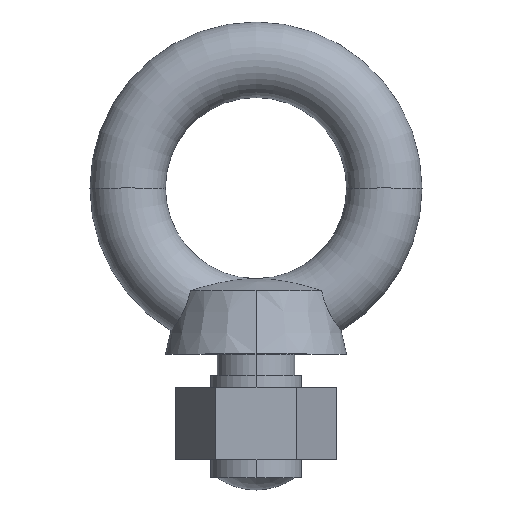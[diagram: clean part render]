
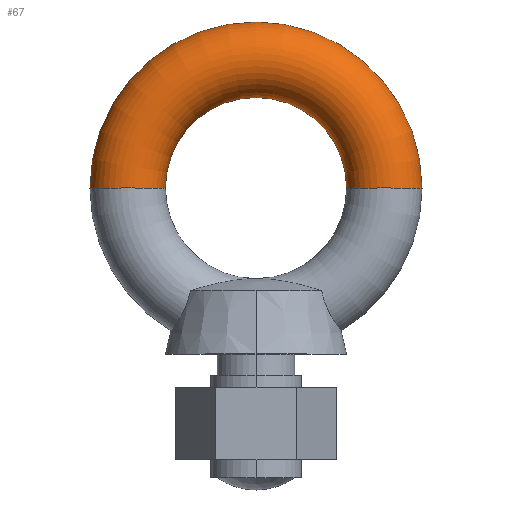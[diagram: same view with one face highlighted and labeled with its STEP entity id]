
A CAD part, top view. The second image highlights one B-rep face of the part: STEP entity #67.
In plain terms, the highlighted toroidal (fillet/blend) face has major radius 42.5 mm and minor radius 12.5 mm.
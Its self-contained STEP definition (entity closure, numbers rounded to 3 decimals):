
#60 = EDGE_CURVE ( 'NONE', #203, #200, #335, .T. ) ;
#61 = ORIENTED_EDGE ( 'NONE', *, *, #71, .T. ) ;
#62 = ORIENTED_EDGE ( 'NONE', *, *, #206, .F. ) ;
#64 = ORIENTED_EDGE ( 'NONE', *, *, #60, .F. ) ;
#66 = EDGE_LOOP ( 'NONE', ( #62, #64, #69, #61 ) ) ;
#67 = ADVANCED_FACE ( 'NONE', ( #330 ), #329, .T. ) ;
#69 = ORIENTED_EDGE ( 'NONE', *, *, #174, .T. ) ;
#71 = EDGE_CURVE ( 'NONE', #177, #189, #355, .T. ) ;
#174 = EDGE_CURVE ( 'NONE', #203, #177, #575, .T. ) ;
#177 = VERTEX_POINT ( 'NONE', #561 ) ;
#189 = VERTEX_POINT ( 'NONE', #613 ) ;
#200 = VERTEX_POINT ( 'NONE', #630 ) ;
#203 = VERTEX_POINT ( 'NONE', #672 ) ;
#206 = EDGE_CURVE ( 'NONE', #200, #189, #670, .T. ) ;
#325 = DIRECTION ( 'NONE',  ( -1., 0., 0. ) ) ;
#326 = DIRECTION ( 'NONE',  ( 0., 0., -1. ) ) ;
#327 = CARTESIAN_POINT ( 'NONE',  ( 0., 0., 0. ) ) ;
#328 = AXIS2_PLACEMENT_3D ( 'NONE', #327, #326, #325 ) ;
#329 = TOROIDAL_SURFACE ( 'NONE', #328, 42.5, 12.5 ) ;
#330 = FACE_OUTER_BOUND ( 'NONE', #66, .T. ) ;
#331 = DIRECTION ( 'NONE',  ( 0., 0., -1. ) ) ;
#332 = DIRECTION ( 'NONE',  ( 0., -1., 0. ) ) ;
#333 = CARTESIAN_POINT ( 'NONE',  ( -42.5, 0., 0. ) ) ;
#334 = AXIS2_PLACEMENT_3D ( 'NONE', #333, #332, #331 ) ;
#335 = CIRCLE ( 'NONE', #334, 12.5 ) ;
#352 = DIRECTION ( 'NONE',  ( -1., 0., 0. ) ) ;
#353 = DIRECTION ( 'NONE',  ( 0., 1., 0. ) ) ;
#354 = AXIS2_PLACEMENT_3D ( 'NONE', #391, #353, #352 ) ;
#355 = CIRCLE ( 'NONE', #354, 12.5 ) ;
#391 = CARTESIAN_POINT ( 'NONE',  ( 42.5, 0., 0. ) ) ;
#561 = CARTESIAN_POINT ( 'NONE',  ( 30., 0., 0. ) ) ;
#567 = DIRECTION ( 'NONE',  ( -1., 0., 0. ) ) ;
#568 = DIRECTION ( 'NONE',  ( 0., 0., -1. ) ) ;
#569 = CARTESIAN_POINT ( 'NONE',  ( 0., 0., 0. ) ) ;
#570 = AXIS2_PLACEMENT_3D ( 'NONE', #569, #568, #567 ) ;
#575 = CIRCLE ( 'NONE', #570, 30. ) ;
#613 = CARTESIAN_POINT ( 'NONE',  ( 55., 0., 0. ) ) ;
#630 = CARTESIAN_POINT ( 'NONE',  ( -55., 0., 0. ) ) ;
#666 = DIRECTION ( 'NONE',  ( -1., 0., 0. ) ) ;
#667 = DIRECTION ( 'NONE',  ( 0., 0., -1. ) ) ;
#668 = CARTESIAN_POINT ( 'NONE',  ( 0., 0., 0. ) ) ;
#669 = AXIS2_PLACEMENT_3D ( 'NONE', #668, #667, #666 ) ;
#670 = CIRCLE ( 'NONE', #669, 55. ) ;
#672 = CARTESIAN_POINT ( 'NONE',  ( -30., 0., 0. ) ) ;
